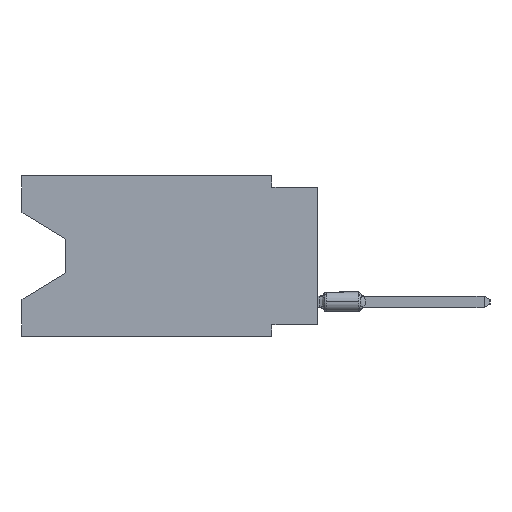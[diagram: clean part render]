
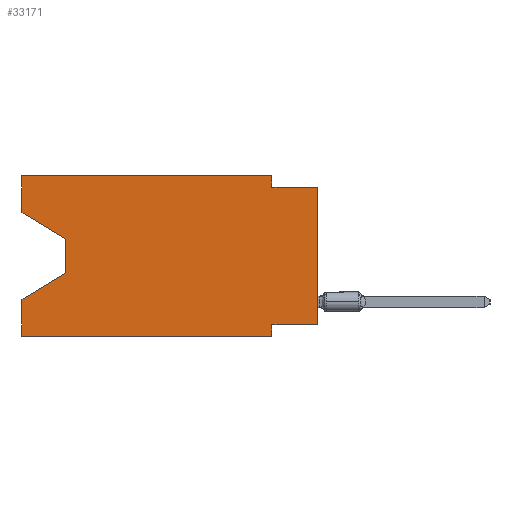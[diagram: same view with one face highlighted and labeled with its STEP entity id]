
A CAD part, left-side view. The second image highlights one B-rep face of the part: STEP entity #33171.
In plain terms, the highlighted planar face has unit normal (-1, 0, 0).
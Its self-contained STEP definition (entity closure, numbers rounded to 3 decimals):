
#977 = CARTESIAN_POINT ( 'NONE',  ( 0., 16.383, -6.852 ) ) ;
#2930 = ORIENTED_EDGE ( 'NONE', *, *, #32142, .F. ) ;
#3899 = VECTOR ( 'NONE', #38307, 1000. ) ;
#4097 = ORIENTED_EDGE ( 'NONE', *, *, #9470, .F. ) ;
#4115 = ORIENTED_EDGE ( 'NONE', *, *, #40816, .T. ) ;
#4136 = VERTEX_POINT ( 'NONE', #37070 ) ;
#4683 = CARTESIAN_POINT ( 'NONE',  ( 0., 16.383, 0. ) ) ;
#4883 = EDGE_CURVE ( 'NONE', #15068, #4136, #5403, .T. ) ;
#5403 = LINE ( 'NONE', #40221, #22984 ) ;
#6194 = VECTOR ( 'NONE', #44833, 1000. ) ;
#7429 = PLANE ( 'NONE',  #10537 ) ;
#7612 = CARTESIAN_POINT ( 'NONE',  ( 0., 16.383, -2.038 ) ) ;
#7827 = ORIENTED_EDGE ( 'NONE', *, *, #47005, .T. ) ;
#7840 = VERTEX_POINT ( 'NONE', #7612 ) ;
#8187 = CARTESIAN_POINT ( 'NONE',  ( 0., 13.97, -3.505 ) ) ;
#8245 = VERTEX_POINT ( 'NONE', #21098 ) ;
#8288 = EDGE_CURVE ( 'NONE', #8245, #13278, #29003, .T. ) ;
#8758 = DIRECTION ( 'NONE',  ( 0., 0., -1. ) ) ;
#9163 = CARTESIAN_POINT ( 'NONE',  ( 0., 0., -8.255 ) ) ;
#9470 = EDGE_CURVE ( 'NONE', #9816, #19745, #39841, .T. ) ;
#9816 = VERTEX_POINT ( 'NONE', #24744 ) ;
#9958 = DIRECTION ( 'NONE',  ( 0., 0., 1. ) ) ;
#10537 = AXIS2_PLACEMENT_3D ( 'NONE', #34011, #38620, #14870 ) ;
#11159 = VECTOR ( 'NONE', #21626, 1000. ) ;
#11339 = EDGE_CURVE ( 'NONE', #4136, #27838, #46485, .T. ) ;
#12210 = ORIENTED_EDGE ( 'NONE', *, *, #11339, .F. ) ;
#12567 = VECTOR ( 'NONE', #8758, 1000. ) ;
#13278 = VERTEX_POINT ( 'NONE', #977 ) ;
#13656 = CARTESIAN_POINT ( 'NONE',  ( 0., 16.383, -8.89 ) ) ;
#14870 = DIRECTION ( 'NONE',  ( 0., 0., -1. ) ) ;
#15068 = VERTEX_POINT ( 'NONE', #26432 ) ;
#15652 = EDGE_CURVE ( 'NONE', #7840, #37252, #48471, .T. ) ;
#15906 = EDGE_CURVE ( 'NONE', #32151, #15068, #46893, .T. ) ;
#15942 = LINE ( 'NONE', #16700, #12567 ) ;
#16700 = CARTESIAN_POINT ( 'NONE',  ( 0., 2.54, -8.89 ) ) ;
#17720 = VECTOR ( 'NONE', #23643, 1000. ) ;
#18078 = CARTESIAN_POINT ( 'NONE',  ( 0., 16.383, -2.038 ) ) ;
#18491 = VECTOR ( 'NONE', #9958, 1000. ) ;
#19745 = VERTEX_POINT ( 'NONE', #23828 ) ;
#20674 = LINE ( 'NONE', #28593, #43752 ) ;
#21098 = CARTESIAN_POINT ( 'NONE',  ( 0., 13.97, -5.385 ) ) ;
#21626 = DIRECTION ( 'NONE',  ( 0., -0.855, -0.519 ) ) ;
#22263 = ORIENTED_EDGE ( 'NONE', *, *, #35450, .F. ) ;
#22329 = LINE ( 'NONE', #13656, #6194 ) ;
#22984 = VECTOR ( 'NONE', #32786, 1000. ) ;
#23643 = DIRECTION ( 'NONE',  ( 0., -1., 0. ) ) ;
#23648 = LINE ( 'NONE', #39248, #33305 ) ;
#23828 = CARTESIAN_POINT ( 'NONE',  ( 0., 2.54, -8.255 ) ) ;
#24245 = EDGE_LOOP ( 'NONE', ( #40228, #44903, #30469, #22263, #4115, #2930, #4097, #7827, #12210, #40804, #47453, #31905 ) ) ;
#24515 = DIRECTION ( 'NONE',  ( 0., 1., 0. ) ) ;
#24744 = CARTESIAN_POINT ( 'NONE',  ( 0., 0., -8.255 ) ) ;
#26301 = LINE ( 'NONE', #45738, #18491 ) ;
#26432 = CARTESIAN_POINT ( 'NONE',  ( 0., 2.54, 0. ) ) ;
#27439 = VECTOR ( 'NONE', #24515, 1000. ) ;
#27838 = VERTEX_POINT ( 'NONE', #38704 ) ;
#28258 = DIRECTION ( 'NONE',  ( 0., 0.855, -0.519 ) ) ;
#28593 = CARTESIAN_POINT ( 'NONE',  ( 0., 13.97, -3.505 ) ) ;
#28897 = CARTESIAN_POINT ( 'NONE',  ( 0., 2.54, -8.89 ) ) ;
#29003 = LINE ( 'NONE', #47946, #45324 ) ;
#29870 = CARTESIAN_POINT ( 'NONE',  ( 0., 16.383, 0. ) ) ;
#30410 = VERTEX_POINT ( 'NONE', #28897 ) ;
#30469 = ORIENTED_EDGE ( 'NONE', *, *, #8288, .T. ) ;
#30719 = EDGE_CURVE ( 'NONE', #37252, #8245, #20674, .T. ) ;
#31905 = ORIENTED_EDGE ( 'NONE', *, *, #42606, .F. ) ;
#32142 = EDGE_CURVE ( 'NONE', #19745, #30410, #15942, .T. ) ;
#32151 = VERTEX_POINT ( 'NONE', #35594 ) ;
#32786 = DIRECTION ( 'NONE',  ( 0., 0., -1. ) ) ;
#33171 = ADVANCED_FACE ( 'NONE', ( #38370 ), #7429, .F. ) ;
#33305 = VECTOR ( 'NONE', #34383, 1000. ) ;
#34011 = CARTESIAN_POINT ( 'NONE',  ( 0., 16.383, 0. ) ) ;
#34383 = DIRECTION ( 'NONE',  ( 0., 0., 1. ) ) ;
#35450 = EDGE_CURVE ( 'NONE', #42702, #13278, #48816, .T. ) ;
#35594 = CARTESIAN_POINT ( 'NONE',  ( 0., 16.383, 0. ) ) ;
#36259 = DIRECTION ( 'NONE',  ( 0., 0., -1. ) ) ;
#37070 = CARTESIAN_POINT ( 'NONE',  ( 0., 2.54, -0.635 ) ) ;
#37252 = VERTEX_POINT ( 'NONE', #8187 ) ;
#38307 = DIRECTION ( 'NONE',  ( 0., -1., 0. ) ) ;
#38370 = FACE_OUTER_BOUND ( 'NONE', #24245, .T. ) ;
#38620 = DIRECTION ( 'NONE',  ( 1., 0., 0. ) ) ;
#38704 = CARTESIAN_POINT ( 'NONE',  ( 0., 0., -0.635 ) ) ;
#39248 = CARTESIAN_POINT ( 'NONE',  ( 0., 16.383, 0. ) ) ;
#39841 = LINE ( 'NONE', #9163, #27439 ) ;
#40221 = CARTESIAN_POINT ( 'NONE',  ( 0., 2.54, 0. ) ) ;
#40228 = ORIENTED_EDGE ( 'NONE', *, *, #15652, .T. ) ;
#40244 = CARTESIAN_POINT ( 'NONE',  ( 0., 16.383, -8.89 ) ) ;
#40804 = ORIENTED_EDGE ( 'NONE', *, *, #4883, .F. ) ;
#40816 = EDGE_CURVE ( 'NONE', #42702, #30410, #22329, .T. ) ;
#41568 = VECTOR ( 'NONE', #49575, 1000. ) ;
#42606 = EDGE_CURVE ( 'NONE', #7840, #32151, #23648, .T. ) ;
#42702 = VERTEX_POINT ( 'NONE', #40244 ) ;
#43752 = VECTOR ( 'NONE', #36259, 1000. ) ;
#44833 = DIRECTION ( 'NONE',  ( 0., -1., 0. ) ) ;
#44903 = ORIENTED_EDGE ( 'NONE', *, *, #30719, .T. ) ;
#45324 = VECTOR ( 'NONE', #28258, 1000. ) ;
#45738 = CARTESIAN_POINT ( 'NONE',  ( 0., 0., 0. ) ) ;
#45979 = CARTESIAN_POINT ( 'NONE',  ( 0., 0., -0.635 ) ) ;
#46485 = LINE ( 'NONE', #45979, #3899 ) ;
#46893 = LINE ( 'NONE', #4683, #17720 ) ;
#47005 = EDGE_CURVE ( 'NONE', #9816, #27838, #26301, .T. ) ;
#47453 = ORIENTED_EDGE ( 'NONE', *, *, #15906, .F. ) ;
#47946 = CARTESIAN_POINT ( 'NONE',  ( 0., 13.97, -5.385 ) ) ;
#48471 = LINE ( 'NONE', #18078, #11159 ) ;
#48816 = LINE ( 'NONE', #29870, #41568 ) ;
#49575 = DIRECTION ( 'NONE',  ( 0., 0., 1. ) ) ;
